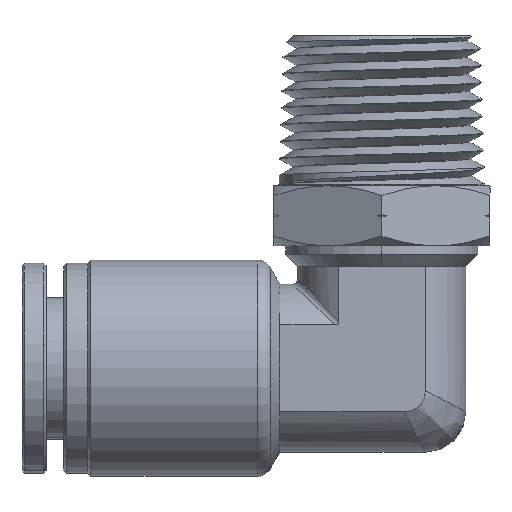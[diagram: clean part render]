
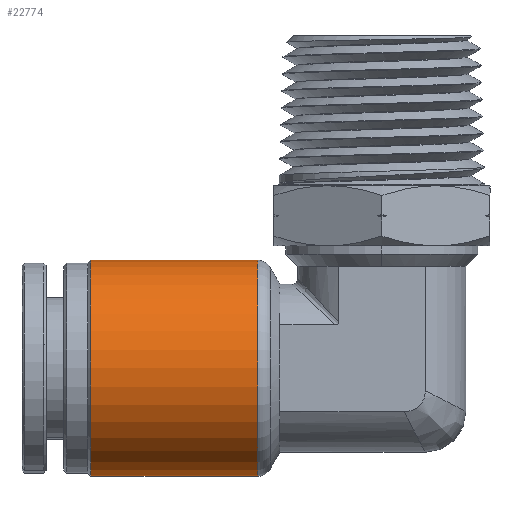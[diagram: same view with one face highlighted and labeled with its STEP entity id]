
A CAD part, left-side view. The second image highlights one B-rep face of the part: STEP entity #22774.
In plain terms, the highlighted cylindrical face has radius 9 mm (diameter 18 mm), a partial arc.
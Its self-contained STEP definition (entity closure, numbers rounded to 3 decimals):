
#723 = EDGE_LOOP ( 'NONE', ( #3435, #16307, #12281, #4094 ) ) ;
#898 = DIRECTION ( 'NONE',  ( 0., -1., 0. ) ) ;
#1859 = DIRECTION ( 'NONE',  ( 0., 0., -1. ) ) ;
#2068 = EDGE_CURVE ( 'NONE', #14913, #15138, #13980, .T. ) ;
#3280 = CIRCLE ( 'NONE', #6608, 9. ) ;
#3435 = ORIENTED_EDGE ( 'NONE', *, *, #2068, .F. ) ;
#4094 = ORIENTED_EDGE ( 'NONE', *, *, #10046, .T. ) ;
#4353 = DIRECTION ( 'NONE',  ( 0., 0., -1. ) ) ;
#6404 = VERTEX_POINT ( 'NONE', #14353 ) ;
#6608 = AXIS2_PLACEMENT_3D ( 'NONE', #30116, #16044, #1859 ) ;
#8976 = CYLINDRICAL_SURFACE ( 'NONE', #26813, 9. ) ;
#9555 = DIRECTION ( 'NONE',  ( 0., -1., 0. ) ) ;
#10046 = EDGE_CURVE ( 'NONE', #6404, #15138, #3280, .T. ) ;
#11306 = CARTESIAN_POINT ( 'NONE',  ( 0., 12.8, 0. ) ) ;
#11683 = CARTESIAN_POINT ( 'NONE',  ( 0., 12.55, 0. ) ) ;
#12281 = ORIENTED_EDGE ( 'NONE', *, *, #25649, .T. ) ;
#12384 = EDGE_CURVE ( 'NONE', #14913, #12869, #21241, .T. ) ;
#12869 = VERTEX_POINT ( 'NONE', #21140 ) ;
#12888 = CARTESIAN_POINT ( 'NONE',  ( 0., 12.55, 9. ) ) ;
#13124 = VECTOR ( 'NONE', #9555, 1000. ) ;
#13980 = LINE ( 'NONE', #24457, #20232 ) ;
#14050 = DIRECTION ( 'NONE',  ( 0., 0., 1. ) ) ;
#14115 = CARTESIAN_POINT ( 'NONE',  ( 0., -1.352, 9. ) ) ;
#14353 = CARTESIAN_POINT ( 'NONE',  ( 0., -1.352, -9. ) ) ;
#14913 = VERTEX_POINT ( 'NONE', #12888 ) ;
#15138 = VERTEX_POINT ( 'NONE', #14115 ) ;
#16044 = DIRECTION ( 'NONE',  ( 0., 1., 0. ) ) ;
#16307 = ORIENTED_EDGE ( 'NONE', *, *, #12384, .T. ) ;
#19346 = LINE ( 'NONE', #21290, #13124 ) ;
#20232 = VECTOR ( 'NONE', #898, 1000. ) ;
#20914 = AXIS2_PLACEMENT_3D ( 'NONE', #11683, #28180, #14050 ) ;
#21140 = CARTESIAN_POINT ( 'NONE',  ( 0., 12.55, -9. ) ) ;
#21241 = CIRCLE ( 'NONE', #20914, 9. ) ;
#21290 = CARTESIAN_POINT ( 'NONE',  ( 0., 12.8, -9. ) ) ;
#22774 = ADVANCED_FACE ( 'NONE', ( #23706 ), #8976, .T. ) ;
#23706 = FACE_OUTER_BOUND ( 'NONE', #723, .T. ) ;
#24457 = CARTESIAN_POINT ( 'NONE',  ( 0., 12.8, 9. ) ) ;
#25538 = DIRECTION ( 'NONE',  ( 0., -1., 0. ) ) ;
#25649 = EDGE_CURVE ( 'NONE', #12869, #6404, #19346, .T. ) ;
#26813 = AXIS2_PLACEMENT_3D ( 'NONE', #11306, #25538, #4353 ) ;
#28180 = DIRECTION ( 'NONE',  ( 0., -1., 0. ) ) ;
#30116 = CARTESIAN_POINT ( 'NONE',  ( 0., -1.352, 0. ) ) ;
